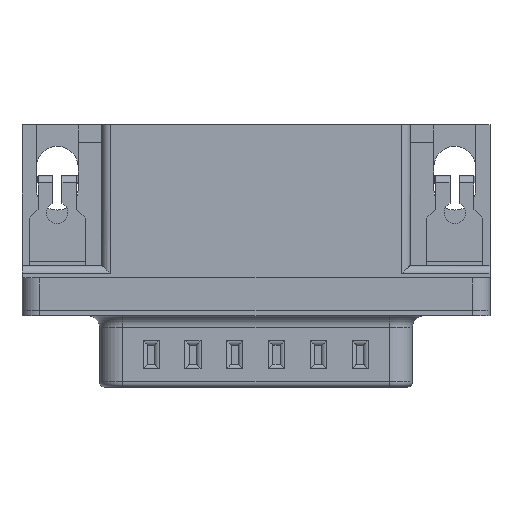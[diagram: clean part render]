
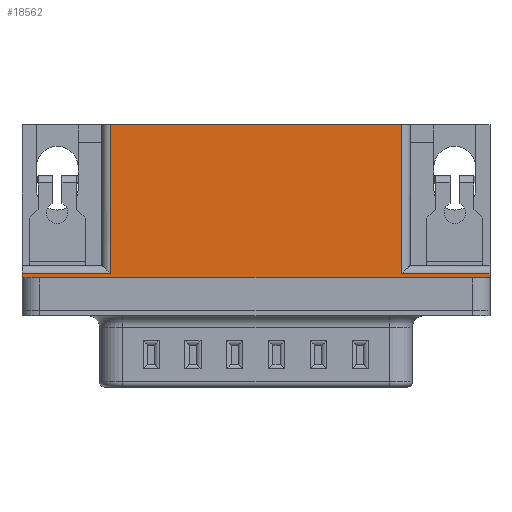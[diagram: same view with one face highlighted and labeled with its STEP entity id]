
A CAD part, top view. The second image highlights one B-rep face of the part: STEP entity #18562.
In plain terms, the highlighted planar face has unit normal (0, 0, 1).
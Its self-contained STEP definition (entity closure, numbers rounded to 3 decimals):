
#1641=ORIENTED_EDGE('',*,*,#6934,.F.);
#1642=ORIENTED_EDGE('',*,*,#6975,.T.);
#1643=ORIENTED_EDGE('',*,*,#6976,.T.);
#1644=ORIENTED_EDGE('',*,*,#6977,.F.);
#1645=ORIENTED_EDGE('',*,*,#6978,.F.);
#1646=ORIENTED_EDGE('',*,*,#6979,.F.);
#1647=ORIENTED_EDGE('',*,*,#6980,.T.);
#1648=ORIENTED_EDGE('',*,*,#6981,.T.);
#6934=EDGE_CURVE('',#9578,#9579,#11355,.T.);
#6975=EDGE_CURVE('',#9578,#9607,#11393,.F.);
#6976=EDGE_CURVE('',#9607,#9608,#11394,.T.);
#6977=EDGE_CURVE('',#9609,#9608,#11395,.T.);
#6978=EDGE_CURVE('',#9610,#9609,#11396,.T.);
#6979=EDGE_CURVE('',#9611,#9610,#11397,.T.);
#6980=EDGE_CURVE('',#9611,#9612,#11398,.T.);
#6981=EDGE_CURVE('',#9612,#9579,#11399,.T.);
#9578=VERTEX_POINT('',#27367);
#9579=VERTEX_POINT('',#27369);
#9607=VERTEX_POINT('',#27446);
#9608=VERTEX_POINT('',#27448);
#9609=VERTEX_POINT('',#27450);
#9610=VERTEX_POINT('',#27452);
#9611=VERTEX_POINT('',#27454);
#9612=VERTEX_POINT('',#27456);
#11355=LINE('',#27368,#13553);
#11393=LINE('',#27445,#13591);
#11394=LINE('',#27447,#13592);
#11395=LINE('',#27449,#13593);
#11396=LINE('',#27451,#13594);
#11397=LINE('',#27453,#13595);
#11398=LINE('',#27455,#13596);
#11399=LINE('',#27457,#13597);
#13553=VECTOR('',#21890,1000.);
#13591=VECTOR('',#21950,1000.);
#13592=VECTOR('',#21951,1000.);
#13593=VECTOR('',#21952,1000.);
#13594=VECTOR('',#21953,1000.);
#13595=VECTOR('',#21954,1000.);
#13596=VECTOR('',#21955,1000.);
#13597=VECTOR('',#21956,1000.);
#15421=EDGE_LOOP('',(#1641,#1642,#1643,#1644,#1645,#1646,#1647,#1648));
#16662=FACE_BOUND('',#15421,.T.);
#17846=PLANE('',#19825);
#18562=ADVANCED_FACE('',(#16662),#17846,.F.);
#19825=AXIS2_PLACEMENT_3D('',#27444,#21948,#21949);
#21890=DIRECTION('',(1.,0.,0.));
#21948=DIRECTION('',(0.,0.,-1.));
#21949=DIRECTION('',(-1.,0.,0.));
#21950=DIRECTION('',(0.,1.,0.));
#21951=DIRECTION('',(-1.,0.,0.));
#21952=DIRECTION('',(0.,1.,0.));
#21953=DIRECTION('',(-1.,0.,0.));
#21954=DIRECTION('',(0.,-1.,0.));
#21955=DIRECTION('',(-1.,0.,0.));
#21956=DIRECTION('',(0.,1.,0.));
#27367=CARTESIAN_POINT('',(-12.2,7.775,4.25));
#27368=CARTESIAN_POINT('',(-19.6,7.775,4.25));
#27369=CARTESIAN_POINT('',(12.2,7.775,4.25));
#27444=CARTESIAN_POINT('',(0.,0.,4.25));
#27445=CARTESIAN_POINT('',(-12.2,-4.025,4.25));
#27446=CARTESIAN_POINT('',(-12.2,-4.725,4.25));
#27447=CARTESIAN_POINT('',(0.,-4.725,4.25));
#27448=CARTESIAN_POINT('',(-19.6,-4.725,4.25));
#27449=CARTESIAN_POINT('',(-19.6,-5.075,4.25));
#27450=CARTESIAN_POINT('',(-19.6,-5.075,4.25));
#27451=CARTESIAN_POINT('',(19.6,-5.075,4.25));
#27452=CARTESIAN_POINT('',(19.6,-5.075,4.25));
#27453=CARTESIAN_POINT('',(19.6,7.775,4.25));
#27454=CARTESIAN_POINT('',(19.6,-4.725,4.25));
#27455=CARTESIAN_POINT('',(0.,-4.725,4.25));
#27456=CARTESIAN_POINT('',(12.2,-4.725,4.25));
#27457=CARTESIAN_POINT('',(12.2,7.775,4.25));
